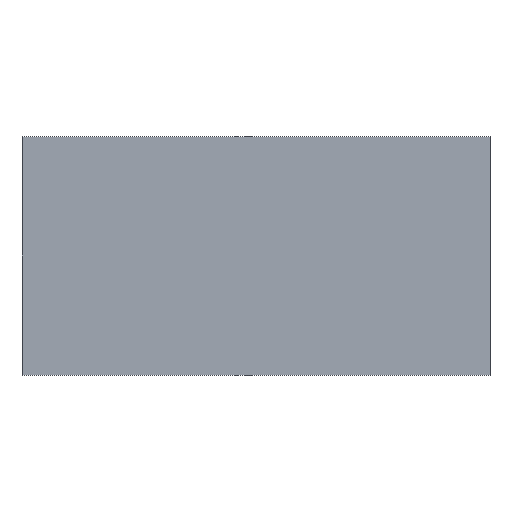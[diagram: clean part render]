
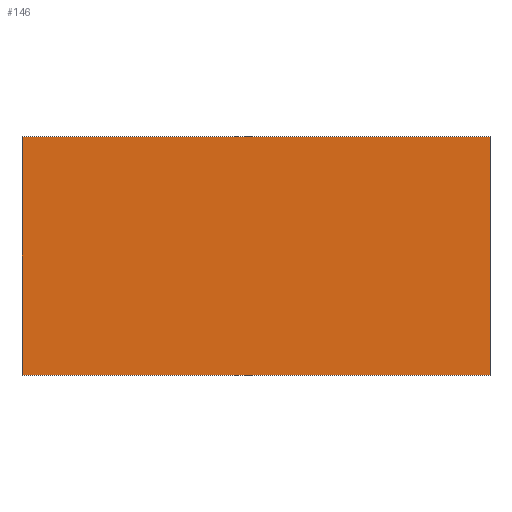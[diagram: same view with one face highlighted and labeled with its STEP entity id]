
A CAD part, left-side view. The second image highlights one B-rep face of the part: STEP entity #146.
In plain terms, the highlighted planar face has unit normal (-1, 0, 0).
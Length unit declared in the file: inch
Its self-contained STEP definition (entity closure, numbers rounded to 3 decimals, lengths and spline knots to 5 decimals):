
#20=FACE_OUTER_BOUND('',#28,.T.);
#28=EDGE_LOOP('',(#119,#120,#121,#122));
#33=LINE('',#215,#51);
#45=LINE('',#238,#63);
#46=LINE('',#241,#64);
#47=LINE('',#242,#65);
#51=VECTOR('',#177,0.3937);
#63=VECTOR('',#197,0.3937);
#64=VECTOR('',#200,0.3937);
#65=VECTOR('',#201,0.3937);
#69=VERTEX_POINT('',#212);
#70=VERTEX_POINT('',#214);
#77=VERTEX_POINT('',#236);
#78=VERTEX_POINT('',#240);
#81=EDGE_CURVE('',#69,#70,#33,.T.);
#93=EDGE_CURVE('',#77,#69,#45,.T.);
#94=EDGE_CURVE('',#77,#78,#46,.T.);
#95=EDGE_CURVE('',#78,#70,#47,.T.);
#119=ORIENTED_EDGE('',*,*,#94,.T.);
#120=ORIENTED_EDGE('',*,*,#95,.T.);
#121=ORIENTED_EDGE('',*,*,#81,.F.);
#122=ORIENTED_EDGE('',*,*,#93,.F.);
#138=PLANE('',#168);
#146=ADVANCED_FACE('',(#20),#138,.T.);
#168=AXIS2_PLACEMENT_3D('',#239,#198,#199);
#177=DIRECTION('',(0.,0.,1.));
#197=DIRECTION('',(0.,1.,0.));
#198=DIRECTION('center_axis',(-1.,0.,0.));
#199=DIRECTION('ref_axis',(0.,0.,-1.));
#200=DIRECTION('',(0.,0.,1.));
#201=DIRECTION('',(0.,1.,0.));
#212=CARTESIAN_POINT('',(43.,157.,95.3125));
#214=CARTESIAN_POINT('',(43.,157.,111.3125));
#215=CARTESIAN_POINT('',(43.,157.,99.3125));
#236=CARTESIAN_POINT('',(43.,125.5625,95.3125));
#238=CARTESIAN_POINT('',(43.,19.,95.3125));
#239=CARTESIAN_POINT('Origin',(43.,19.,111.3125));
#240=CARTESIAN_POINT('',(43.,125.5625,111.3125));
#241=CARTESIAN_POINT('',(43.,125.5625,111.3125));
#242=CARTESIAN_POINT('',(43.,19.,111.3125));
